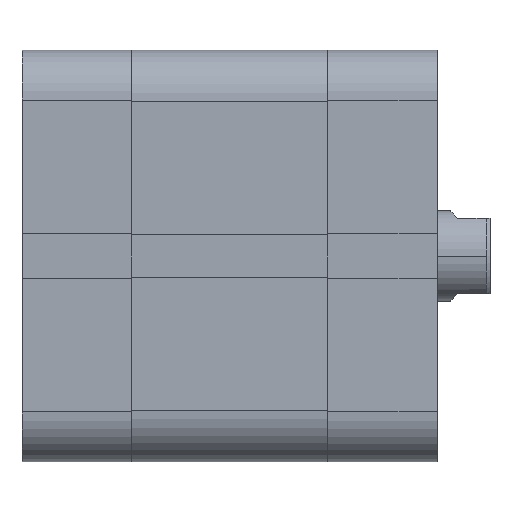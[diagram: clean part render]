
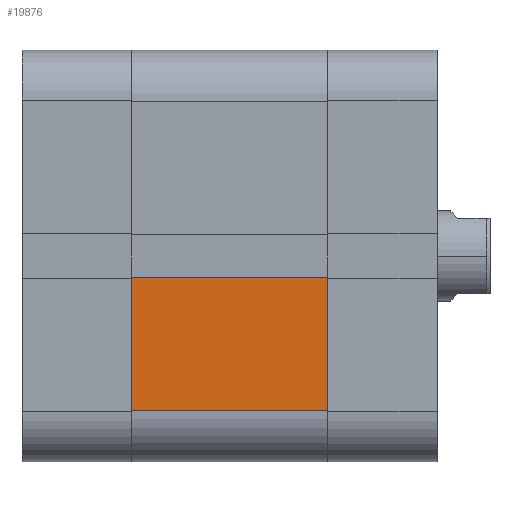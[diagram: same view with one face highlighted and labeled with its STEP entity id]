
A CAD part, front view. The second image highlights one B-rep face of the part: STEP entity #19876.
In plain terms, the highlighted planar face has unit normal (0, -1, 0).
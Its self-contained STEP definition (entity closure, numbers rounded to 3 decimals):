
#1354 = DIRECTION ( 'NONE',  ( 0., 0., -1. ) ) ;
#1880 = VECTOR ( 'NONE', #1354, 1000. ) ;
#3231 = DIRECTION ( 'NONE',  ( 1., 0., 0. ) ) ;
#4797 = EDGE_CURVE ( 'NONE', #6613, #14265, #15693, .T. ) ;
#6465 = ORIENTED_EDGE ( 'NONE', *, *, #4797, .T. ) ;
#6613 = VERTEX_POINT ( 'NONE', #24514 ) ;
#8163 = LINE ( 'NONE', #26104, #12199 ) ;
#11625 = DIRECTION ( 'NONE',  ( 0., 1., 0. ) ) ;
#12199 = VECTOR ( 'NONE', #3231, 1000. ) ;
#13672 = LINE ( 'NONE', #19309, #32849 ) ;
#14265 = VERTEX_POINT ( 'NONE', #24110 ) ;
#14347 = ORIENTED_EDGE ( 'NONE', *, *, #28161, .T. ) ;
#14905 = EDGE_CURVE ( 'NONE', #6613, #21243, #30007, .T. ) ;
#14934 = AXIS2_PLACEMENT_3D ( 'NONE', #23018, #11625, #24444 ) ;
#14985 = CARTESIAN_POINT ( 'NONE',  ( 26., -27.25, -27.25 ) ) ;
#15693 = LINE ( 'NONE', #26106, #22805 ) ;
#19309 = CARTESIAN_POINT ( 'NONE',  ( 0., -27.25, -27.25 ) ) ;
#19876 = ADVANCED_FACE ( 'NONE', ( #27681 ), #22059, .F. ) ;
#21243 = VERTEX_POINT ( 'NONE', #22072 ) ;
#22059 = PLANE ( 'NONE',  #14934 ) ;
#22072 = CARTESIAN_POINT ( 'NONE',  ( 26., -27.25, -20.45 ) ) ;
#22537 = EDGE_CURVE ( 'NONE', #28960, #21243, #8163, .T. ) ;
#22805 = VECTOR ( 'NONE', #29176, 1000. ) ;
#23018 = CARTESIAN_POINT ( 'NONE',  ( 26., -27.25, -27.25 ) ) ;
#23030 = ORIENTED_EDGE ( 'NONE', *, *, #22537, .T. ) ;
#23154 = CARTESIAN_POINT ( 'NONE',  ( 0., -27.25, -20.45 ) ) ;
#24110 = CARTESIAN_POINT ( 'NONE',  ( 0., -27.25, -2.8 ) ) ;
#24247 = EDGE_LOOP ( 'NONE', ( #6465, #14347, #23030, #26490 ) ) ;
#24444 = DIRECTION ( 'NONE',  ( 0., 0., 1. ) ) ;
#24514 = CARTESIAN_POINT ( 'NONE',  ( 26., -27.25, -2.8 ) ) ;
#26104 = CARTESIAN_POINT ( 'NONE',  ( 26., -27.25, -20.45 ) ) ;
#26106 = CARTESIAN_POINT ( 'NONE',  ( 26.001, -27.25, -2.8 ) ) ;
#26490 = ORIENTED_EDGE ( 'NONE', *, *, #14905, .F. ) ;
#27681 = FACE_OUTER_BOUND ( 'NONE', #24247, .T. ) ;
#28161 = EDGE_CURVE ( 'NONE', #14265, #28960, #13672, .T. ) ;
#28960 = VERTEX_POINT ( 'NONE', #23154 ) ;
#29176 = DIRECTION ( 'NONE',  ( -1., 0., 0. ) ) ;
#30007 = LINE ( 'NONE', #14985, #1880 ) ;
#32106 = DIRECTION ( 'NONE',  ( 0., 0., -1. ) ) ;
#32849 = VECTOR ( 'NONE', #32106, 1000. ) ;
